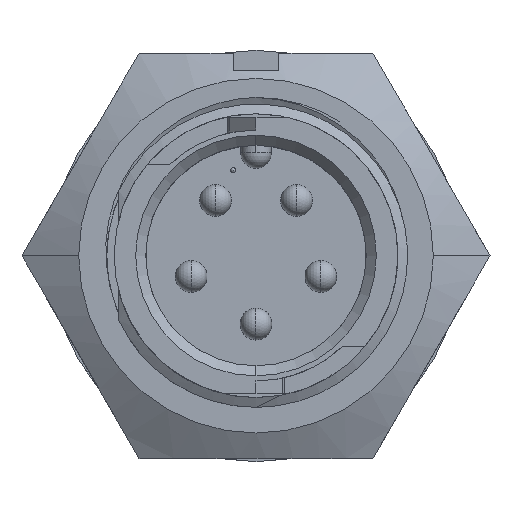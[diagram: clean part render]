
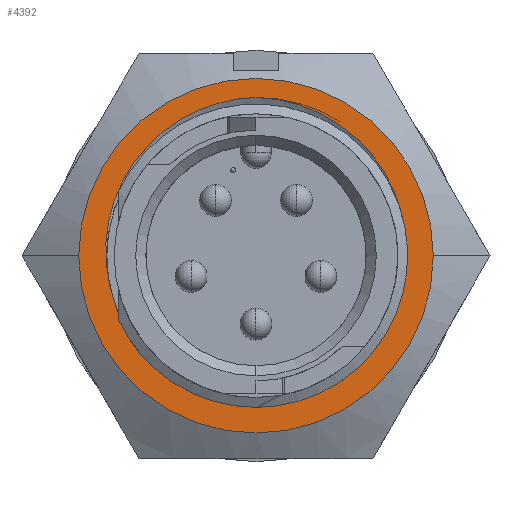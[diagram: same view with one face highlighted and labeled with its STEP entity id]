
A CAD part, top view. The second image highlights one B-rep face of the part: STEP entity #4392.
In plain terms, the highlighted planar face has unit normal (0, 0, 1).
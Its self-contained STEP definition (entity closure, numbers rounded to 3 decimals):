
#129 = CARTESIAN_POINT ( 'NONE',  ( 0., 7.937, -6.246 ) ) ;
#355 = EDGE_CURVE ( 'NONE', #1249, #8387, #8139, .T. ) ;
#460 = CARTESIAN_POINT ( 'NONE',  ( 0., 7.937, -6.246 ) ) ;
#643 = CARTESIAN_POINT ( 'NONE',  ( 7.334, -1.47, -6.246 ) ) ;
#830 = CARTESIAN_POINT ( 'NONE',  ( 7.047, 2.994, -6.246 ) ) ;
#1017 = CARTESIAN_POINT ( 'NONE',  ( -7.536, 0.794, -6.246 ) ) ;
#1249 = VERTEX_POINT ( 'NONE', #6958 ) ;
#1646 = CARTESIAN_POINT ( 'NONE',  ( 5.145, 5.822, -6.246 ) ) ;
#1828 = CARTESIAN_POINT ( 'NONE',  ( 3.795, 6.845, -6.246 ) ) ;
#1845 = EDGE_LOOP ( 'NONE', ( #5366, #7473 ) ) ;
#1881 = CARTESIAN_POINT ( 'NONE',  ( -7.475, 1.358, -6.246 ) ) ;
#1950 = CARTESIAN_POINT ( 'NONE',  ( -7.334, -1.47, -6.246 ) ) ;
#2019 = CARTESIAN_POINT ( 'NONE',  ( -1.142, 7.839, -6.246 ) ) ;
#2149 = CARTESIAN_POINT ( 'NONE',  ( -7.4, -1.192, -6.246 ) ) ;
#2756 = CARTESIAN_POINT ( 'NONE',  ( 7.475, 1.355, -6.246 ) ) ;
#2941 = CARTESIAN_POINT ( 'NONE',  ( -0.572, 7.92, -6.246 ) ) ;
#3141 = DIRECTION ( 'NONE',  ( -1., 0., 0. ) ) ;
#3678 = CARTESIAN_POINT ( 'NONE',  ( 0., 0., -6.246 ) ) ;
#3695 = CARTESIAN_POINT ( 'NONE',  ( 7.537, 0.781, -6.246 ) ) ;
#3820 = CARTESIAN_POINT ( 'NONE',  ( 7.466, -0.913, -6.246 ) ) ;
#4044 = CIRCLE ( 'NONE', #9774, 8.89 ) ;
#4392 = ADVANCED_FACE ( 'NONE', ( #7141, #11182 ), #5087, .F. ) ;
#4448 = EDGE_CURVE ( 'NONE', #11764, #8294, #11013, .T. ) ;
#4884 = CARTESIAN_POINT ( 'NONE',  ( -6.555, 4.03, -6.246 ) ) ;
#5048 = DIRECTION ( 'NONE',  ( -1., 0., 0. ) ) ;
#5053 = EDGE_CURVE ( 'NONE', #1249, #9841, #7636, .T. ) ;
#5087 = PLANE ( 'NONE',  #8897 ) ;
#5153 = DIRECTION ( 'NONE',  ( 0., 0., -1. ) ) ;
#5366 = ORIENTED_EDGE ( 'NONE', *, *, #6159, .F. ) ;
#6128 = CARTESIAN_POINT ( 'NONE',  ( -3.795, 6.844, -6.246 ) ) ;
#6159 = EDGE_CURVE ( 'NONE', #8294, #11764, #4044, .T. ) ;
#6162 = B_SPLINE_CURVE_WITH_KNOTS ( 'NONE', 3,
 ( #460, #9011, #7806, #10927, #6820, #12814, #8008, #1828, #8874, #1646, #11810, #8943, #9935, #830, #8818, #2756, #3695, #10987, #3820, #643 ),
 .UNSPECIFIED., .F., .F.,
 ( 4, 2, 2, 2, 2, 2, 2, 2, 2, 4 ),
 ( 0., 0.001, 0.002, 0.003, 0.005, 0.007, 0.009, 0.01, 0.012, 0.014 ),
 .UNSPECIFIED. ) ;
#6180 = EDGE_LOOP ( 'NONE', ( #12457, #8316, #7690 ) ) ;
#6675 = DIRECTION ( 'NONE',  ( 1., 0., 0. ) ) ;
#6820 = CARTESIAN_POINT ( 'NONE',  ( 1.417, 7.769, -6.246 ) ) ;
#6958 = CARTESIAN_POINT ( 'NONE',  ( -7.334, -1.47, -6.246 ) ) ;
#6995 = AXIS2_PLACEMENT_3D ( 'NONE', #10199, #9072, #3141 ) ;
#7004 = CARTESIAN_POINT ( 'NONE',  ( -2.248, 7.557, -6.246 ) ) ;
#7050 = CARTESIAN_POINT ( 'NONE',  ( 7.334, -1.47, -6.246 ) ) ;
#7067 = CARTESIAN_POINT ( 'NONE',  ( -7.45, -0.91, -6.246 ) ) ;
#7131 = CARTESIAN_POINT ( 'NONE',  ( -6.251, 4.521, -6.246 ) ) ;
#7141 = FACE_BOUND ( 'NONE', #6180, .T. ) ;
#7473 = ORIENTED_EDGE ( 'NONE', *, *, #4448, .F. ) ;
#7636 = CIRCLE ( 'NONE', #11670, 7.48 ) ;
#7690 = ORIENTED_EDGE ( 'NONE', *, *, #5053, .F. ) ;
#7806 = CARTESIAN_POINT ( 'NONE',  ( 0.57, 7.904, -6.246 ) ) ;
#8008 = CARTESIAN_POINT ( 'NONE',  ( 2.774, 7.36, -6.246 ) ) ;
#8139 = B_SPLINE_CURVE_WITH_KNOTS ( 'NONE', 3,
 ( #1950, #2149, #7067, #10124, #10261, #1017, #1881, #10059, #11113, #4884, #7131, #12116, #9066, #11991, #6128, #11176, #7004, #2019, #2941, #8932 ),
 .UNSPECIFIED., .F., .F.,
 ( 4, 2, 2, 2, 2, 2, 2, 2, 2, 4 ),
 ( 0., 0.001, 0.002, 0.003, 0.005, 0.007, 0.009, 0.01, 0.012, 0.014 ),
 .UNSPECIFIED. ) ;
#8294 = VERTEX_POINT ( 'NONE', #8828 ) ;
#8316 = ORIENTED_EDGE ( 'NONE', *, *, #13144, .T. ) ;
#8387 = VERTEX_POINT ( 'NONE', #129 ) ;
#8818 = CARTESIAN_POINT ( 'NONE',  ( 7.23, 2.457, -6.246 ) ) ;
#8828 = CARTESIAN_POINT ( 'NONE',  ( -8.89, 0., -6.246 ) ) ;
#8874 = CARTESIAN_POINT ( 'NONE',  ( 4.269, 6.536, -6.246 ) ) ;
#8894 = CARTESIAN_POINT ( 'NONE',  ( 0., 0., -6.246 ) ) ;
#8897 = AXIS2_PLACEMENT_3D ( 'NONE', #10067, #5153, #11052 ) ;
#8932 = CARTESIAN_POINT ( 'NONE',  ( 0., 7.937, -6.246 ) ) ;
#8943 = CARTESIAN_POINT ( 'NONE',  ( 6.255, 4.516, -6.246 ) ) ;
#9011 = CARTESIAN_POINT ( 'NONE',  ( 0.286, 7.929, -6.246 ) ) ;
#9066 = CARTESIAN_POINT ( 'NONE',  ( -5.156, 5.813, -6.246 ) ) ;
#9072 = DIRECTION ( 'NONE',  ( 0., 0., -1. ) ) ;
#9774 = AXIS2_PLACEMENT_3D ( 'NONE', #8894, #11080, #5048 ) ;
#9841 = VERTEX_POINT ( 'NONE', #7050 ) ;
#9935 = CARTESIAN_POINT ( 'NONE',  ( 6.557, 4.028, -6.246 ) ) ;
#10059 = CARTESIAN_POINT ( 'NONE',  ( -7.225, 2.475, -6.246 ) ) ;
#10067 = CARTESIAN_POINT ( 'NONE',  ( -5.866, -10.16, -6.246 ) ) ;
#10124 = CARTESIAN_POINT ( 'NONE',  ( -7.517, -0.343, -6.246 ) ) ;
#10199 = CARTESIAN_POINT ( 'NONE',  ( 0., 0., -6.246 ) ) ;
#10261 = CARTESIAN_POINT ( 'NONE',  ( -7.534, -0.057, -6.246 ) ) ;
#10927 = CARTESIAN_POINT ( 'NONE',  ( 1.136, 7.824, -6.246 ) ) ;
#10987 = CARTESIAN_POINT ( 'NONE',  ( 7.532, -0.351, -6.246 ) ) ;
#11013 = CIRCLE ( 'NONE', #6995, 8.89 ) ;
#11052 = DIRECTION ( 'NONE',  ( -1., 0., 0. ) ) ;
#11080 = DIRECTION ( 'NONE',  ( 0., 0., -1. ) ) ;
#11113 = CARTESIAN_POINT ( 'NONE',  ( -7.04, 3.009, -6.246 ) ) ;
#11176 = CARTESIAN_POINT ( 'NONE',  ( -2.787, 7.354, -6.246 ) ) ;
#11182 = FACE_OUTER_BOUND ( 'NONE', #1845, .T. ) ;
#11670 = AXIS2_PLACEMENT_3D ( 'NONE', #3678, #12858, #6675 ) ;
#11764 = VERTEX_POINT ( 'NONE', #12295 ) ;
#11810 = CARTESIAN_POINT ( 'NONE',  ( 5.55, 5.413, -6.246 ) ) ;
#11991 = CARTESIAN_POINT ( 'NONE',  ( -4.27, 6.536, -6.246 ) ) ;
#12116 = CARTESIAN_POINT ( 'NONE',  ( -5.552, 5.41, -6.246 ) ) ;
#12295 = CARTESIAN_POINT ( 'NONE',  ( 8.89, 0., -6.246 ) ) ;
#12457 = ORIENTED_EDGE ( 'NONE', *, *, #355, .T. ) ;
#12814 = CARTESIAN_POINT ( 'NONE',  ( 2.242, 7.558, -6.246 ) ) ;
#12858 = DIRECTION ( 'NONE',  ( 0., 0., 1. ) ) ;
#13144 = EDGE_CURVE ( 'NONE', #8387, #9841, #6162, .T. ) ;
